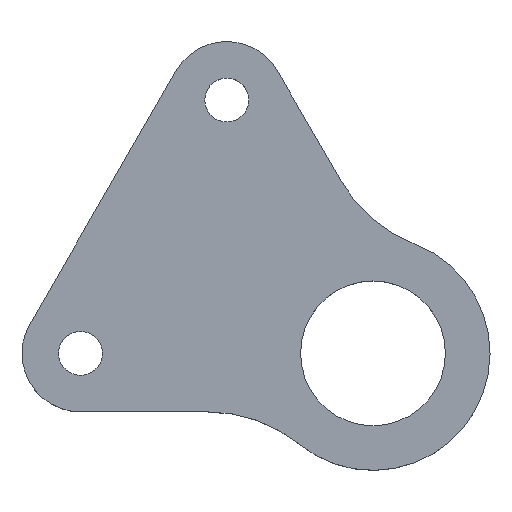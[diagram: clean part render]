
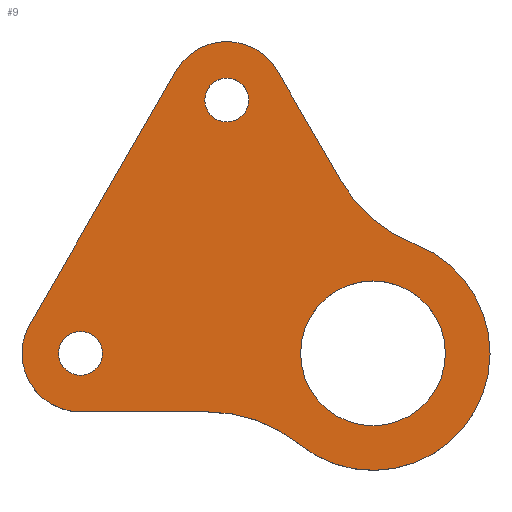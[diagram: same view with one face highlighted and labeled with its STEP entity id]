
A CAD part, top view. The second image highlights one B-rep face of the part: STEP entity #9.
In plain terms, the highlighted planar face has unit normal (0, 0, 1).
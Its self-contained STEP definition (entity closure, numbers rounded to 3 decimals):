
#2 = EDGE_CURVE ( 'NONE', #345, #75, #291, .T. ) ;
#6 = AXIS2_PLACEMENT_3D ( 'NONE', #400, #503, #404 ) ;
#9 = ADVANCED_FACE ( 'NONE', ( #381, #615, #294, #80 ), #133, .T. ) ;
#13 = CARTESIAN_POINT ( 'NONE',  ( -9.998, -5.772, 4. ) ) ;
#16 = DIRECTION ( 'NONE',  ( 1., 0., 0. ) ) ;
#37 = AXIS2_PLACEMENT_3D ( 'NONE', #604, #114, #432 ) ;
#41 = EDGE_CURVE ( 'NONE', #595, #544, #427, .T. ) ;
#44 = VERTEX_POINT ( 'NONE', #482 ) ;
#50 = CARTESIAN_POINT ( 'NONE',  ( -8.463, 4.886, 4. ) ) ;
#52 = DIRECTION ( 'NONE',  ( 1., 0., 0. ) ) ;
#54 = VECTOR ( 'NONE', #173, 1000. ) ;
#58 = DIRECTION ( 'NONE',  ( 1., 0., 0. ) ) ;
#63 = ORIENTED_EDGE ( 'NONE', *, *, #534, .F. ) ;
#73 = LINE ( 'NONE', #410, #54 ) ;
#75 = VERTEX_POINT ( 'NONE', #532 ) ;
#76 = DIRECTION ( 'NONE',  ( 0., 0., 1. ) ) ;
#80 = FACE_BOUND ( 'NONE', #199, .T. ) ;
#88 = ORIENTED_EDGE ( 'NONE', *, *, #115, .T. ) ;
#94 = ORIENTED_EDGE ( 'NONE', *, *, #41, .T. ) ;
#99 = VECTOR ( 'NONE', #455, 1000. ) ;
#108 = DIRECTION ( 'NONE',  ( 0., 0., 1. ) ) ;
#111 = CARTESIAN_POINT ( 'NONE',  ( 14.948, -5.772, 4. ) ) ;
#114 = DIRECTION ( 'NONE',  ( 0., 0., -1. ) ) ;
#115 = EDGE_CURVE ( 'NONE', #201, #134, #487, .T. ) ;
#119 = CIRCLE ( 'NONE', #205, 1.5 ) ;
#124 = CARTESIAN_POINT ( 'NONE',  ( 0., 11.545, 4. ) ) ;
#130 = AXIS2_PLACEMENT_3D ( 'NONE', #361, #249, #58 ) ;
#133 = PLANE ( 'NONE',  #267 ) ;
#134 = VERTEX_POINT ( 'NONE', #422 ) ;
#138 = DIRECTION ( 'NONE',  ( 1., 0., 0. ) ) ;
#148 = CIRCLE ( 'NONE', #158, 8. ) ;
#150 = DIRECTION ( 'NONE',  ( 0., 0., 1. ) ) ;
#152 = CARTESIAN_POINT ( 'NONE',  ( 9.998, -5.772, 4. ) ) ;
#154 = EDGE_CURVE ( 'NONE', #296, #401, #355, .T. ) ;
#155 = CARTESIAN_POINT ( 'NONE',  ( 9.998, -5.772, 4. ) ) ;
#157 = VERTEX_POINT ( 'NONE', #243 ) ;
#158 = AXIS2_PLACEMENT_3D ( 'NONE', #155, #499, #164 ) ;
#161 = CIRCLE ( 'NONE', #268, 4.95 ) ;
#164 = DIRECTION ( 'NONE',  ( 1., 0., 0. ) ) ;
#168 = CARTESIAN_POINT ( 'NONE',  ( -11.498, -5.772, 4. ) ) ;
#173 = DIRECTION ( 'NONE',  ( -0.5, 0.866, 0. ) ) ;
#175 = AXIS2_PLACEMENT_3D ( 'NONE', #181, #76, #372 ) ;
#179 = DIRECTION ( 'NONE',  ( 1., 0., 0. ) ) ;
#181 = CARTESIAN_POINT ( 'NONE',  ( -9.998, -5.772, 4. ) ) ;
#188 = CARTESIAN_POINT ( 'NONE',  ( 0., 0., 4. ) ) ;
#192 = EDGE_CURVE ( 'NONE', #345, #454, #353, .T. ) ;
#197 = EDGE_CURVE ( 'NONE', #134, #454, #623, .T. ) ;
#199 = EDGE_LOOP ( 'NONE', ( #364, #415 ) ) ;
#201 = VERTEX_POINT ( 'NONE', #407 ) ;
#205 = AXIS2_PLACEMENT_3D ( 'NONE', #265, #108, #314 ) ;
#211 = ORIENTED_EDGE ( 'NONE', *, *, #347, .T. ) ;
#213 = DIRECTION ( 'NONE',  ( 1., 0., 0. ) ) ;
#222 = ORIENTED_EDGE ( 'NONE', *, *, #228, .T. ) ;
#224 = ORIENTED_EDGE ( 'NONE', *, *, #154, .F. ) ;
#228 = EDGE_CURVE ( 'NONE', #75, #595, #148, .T. ) ;
#243 = CARTESIAN_POINT ( 'NONE',  ( -1.5, 11.545, 4. ) ) ;
#248 = AXIS2_PLACEMENT_3D ( 'NONE', #124, #460, #16 ) ;
#249 = DIRECTION ( 'NONE',  ( 0., 0., 1. ) ) ;
#258 = EDGE_LOOP ( 'NONE', ( #307, #367, #222, #94, #211, #583, #398, #88, #607 ) ) ;
#264 = CARTESIAN_POINT ( 'NONE',  ( 0., -9.772, 4. ) ) ;
#265 = CARTESIAN_POINT ( 'NONE',  ( 0., 11.545, 4. ) ) ;
#267 = AXIS2_PLACEMENT_3D ( 'NONE', #188, #629, #628 ) ;
#268 = AXIS2_PLACEMENT_3D ( 'NONE', #354, #301, #52 ) ;
#278 = VERTEX_POINT ( 'NONE', #582 ) ;
#281 = CARTESIAN_POINT ( 'NONE',  ( -9.998, -5.772, 4. ) ) ;
#291 = CIRCLE ( 'NONE', #37, 10. ) ;
#292 = CIRCLE ( 'NONE', #6, 4. ) ;
#294 = FACE_BOUND ( 'NONE', #342, .T. ) ;
#296 = VERTEX_POINT ( 'NONE', #584 ) ;
#301 = DIRECTION ( 'NONE',  ( 0., 0., 1. ) ) ;
#307 = ORIENTED_EDGE ( 'NONE', *, *, #192, .F. ) ;
#309 = DIRECTION ( 'NONE',  ( 0., 0., 1. ) ) ;
#314 = DIRECTION ( 'NONE',  ( 1., 0., 0. ) ) ;
#325 = VERTEX_POINT ( 'NONE', #593 ) ;
#339 = DIRECTION ( 'NONE',  ( 0., 0., -1. ) ) ;
#342 = EDGE_LOOP ( 'NONE', ( #494, #224 ) ) ;
#345 = VERTEX_POINT ( 'NONE', #558 ) ;
#347 = EDGE_CURVE ( 'NONE', #544, #636, #73, .T. ) ;
#353 = LINE ( 'NONE', #264, #99 ) ;
#354 = CARTESIAN_POINT ( 'NONE',  ( 9.998, -5.772, 4. ) ) ;
#355 = CIRCLE ( 'NONE', #434, 1.5 ) ;
#361 = CARTESIAN_POINT ( 'NONE',  ( -9.998, -5.772, 4. ) ) ;
#364 = ORIENTED_EDGE ( 'NONE', *, *, #448, .F. ) ;
#367 = ORIENTED_EDGE ( 'NONE', *, *, #2, .T. ) ;
#372 = DIRECTION ( 'NONE',  ( 1., 0., 0. ) ) ;
#381 = FACE_BOUND ( 'NONE', #458, .T. ) ;
#391 = EDGE_CURVE ( 'NONE', #401, #296, #416, .T. ) ;
#398 = ORIENTED_EDGE ( 'NONE', *, *, #575, .F. ) ;
#400 = CARTESIAN_POINT ( 'NONE',  ( 0., 11.545, 4. ) ) ;
#401 = VERTEX_POINT ( 'NONE', #168 ) ;
#404 = DIRECTION ( 'NONE',  ( 1., 0., 0. ) ) ;
#407 = CARTESIAN_POINT ( 'NONE',  ( -13.462, -3.772, 4. ) ) ;
#410 = CARTESIAN_POINT ( 'NONE',  ( 8.463, 4.886, 4. ) ) ;
#415 = ORIENTED_EDGE ( 'NONE', *, *, #580, .F. ) ;
#416 = CIRCLE ( 'NONE', #175, 1.5 ) ;
#422 = CARTESIAN_POINT ( 'NONE',  ( -13.998, -5.772, 4. ) ) ;
#427 = CIRCLE ( 'NONE', #627, 10. ) ;
#429 = CIRCLE ( 'NONE', #248, 1.5 ) ;
#432 = DIRECTION ( 'NONE',  ( 1., 0., 0. ) ) ;
#434 = AXIS2_PLACEMENT_3D ( 'NONE', #13, #309, #502 ) ;
#435 = AXIS2_PLACEMENT_3D ( 'NONE', #152, #150, #213 ) ;
#448 = EDGE_CURVE ( 'NONE', #157, #278, #429, .T. ) ;
#454 = VERTEX_POINT ( 'NONE', #608 ) ;
#455 = DIRECTION ( 'NONE',  ( -1., 0., 0. ) ) ;
#458 = EDGE_LOOP ( 'NONE', ( #63, #557 ) ) ;
#460 = DIRECTION ( 'NONE',  ( 0., 0., 1. ) ) ;
#479 = AXIS2_PLACEMENT_3D ( 'NONE', #281, #576, #138 ) ;
#481 = CIRCLE ( 'NONE', #435, 4.95 ) ;
#482 = CARTESIAN_POINT ( 'NONE',  ( -3.464, 13.545, 4. ) ) ;
#483 = CARTESIAN_POINT ( 'NONE',  ( 16.466, 11.025, 4. ) ) ;
#487 = CIRCLE ( 'NONE', #479, 4. ) ;
#491 = DIRECTION ( 'NONE',  ( 0.5, 0.866, 0. ) ) ;
#494 = ORIENTED_EDGE ( 'NONE', *, *, #391, .F. ) ;
#499 = DIRECTION ( 'NONE',  ( 0., 0., 1. ) ) ;
#502 = DIRECTION ( 'NONE',  ( 1., 0., 0. ) ) ;
#503 = DIRECTION ( 'NONE',  ( 0., 0., 1. ) ) ;
#516 = VERTEX_POINT ( 'NONE', #111 ) ;
#532 = CARTESIAN_POINT ( 'NONE',  ( 4.97, -11.995, 4. ) ) ;
#534 = EDGE_CURVE ( 'NONE', #325, #516, #481, .T. ) ;
#544 = VERTEX_POINT ( 'NONE', #591 ) ;
#552 = CARTESIAN_POINT ( 'NONE',  ( 12.873, 1.693, 4. ) ) ;
#557 = ORIENTED_EDGE ( 'NONE', *, *, #565, .F. ) ;
#558 = CARTESIAN_POINT ( 'NONE',  ( -1.315, -9.772, 4. ) ) ;
#565 = EDGE_CURVE ( 'NONE', #516, #325, #161, .T. ) ;
#575 = EDGE_CURVE ( 'NONE', #201, #44, #594, .T. ) ;
#576 = DIRECTION ( 'NONE',  ( 0., 0., 1. ) ) ;
#580 = EDGE_CURVE ( 'NONE', #278, #157, #119, .T. ) ;
#582 = CARTESIAN_POINT ( 'NONE',  ( 1.5, 11.545, 4. ) ) ;
#583 = ORIENTED_EDGE ( 'NONE', *, *, #596, .T. ) ;
#584 = CARTESIAN_POINT ( 'NONE',  ( -8.498, -5.772, 4. ) ) ;
#588 = CARTESIAN_POINT ( 'NONE',  ( 3.464, 13.545, 4. ) ) ;
#591 = CARTESIAN_POINT ( 'NONE',  ( 7.806, 6.025, 4. ) ) ;
#593 = CARTESIAN_POINT ( 'NONE',  ( 5.048, -5.772, 4. ) ) ;
#594 = LINE ( 'NONE', #50, #625 ) ;
#595 = VERTEX_POINT ( 'NONE', #552 ) ;
#596 = EDGE_CURVE ( 'NONE', #636, #44, #292, .T. ) ;
#604 = CARTESIAN_POINT ( 'NONE',  ( -1.315, -19.772, 4. ) ) ;
#607 = ORIENTED_EDGE ( 'NONE', *, *, #197, .T. ) ;
#608 = CARTESIAN_POINT ( 'NONE',  ( -9.998, -9.773, 4. ) ) ;
#615 = FACE_OUTER_BOUND ( 'NONE', #258, .T. ) ;
#623 = CIRCLE ( 'NONE', #130, 4. ) ;
#625 = VECTOR ( 'NONE', #491, 1000. ) ;
#627 = AXIS2_PLACEMENT_3D ( 'NONE', #483, #339, #179 ) ;
#628 = DIRECTION ( 'NONE',  ( 1., 0., 0. ) ) ;
#629 = DIRECTION ( 'NONE',  ( 0., 0., 1. ) ) ;
#636 = VERTEX_POINT ( 'NONE', #588 ) ;
